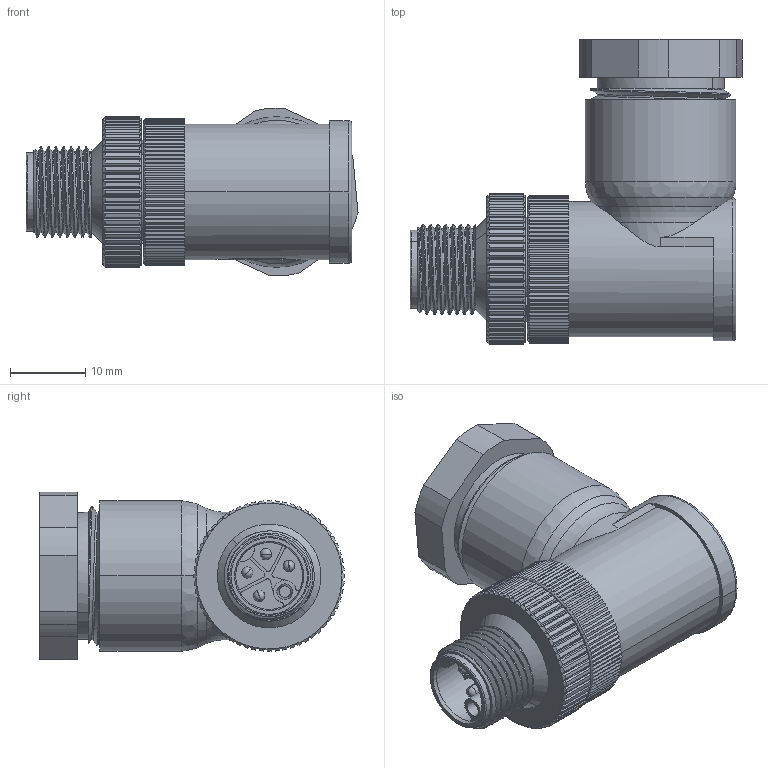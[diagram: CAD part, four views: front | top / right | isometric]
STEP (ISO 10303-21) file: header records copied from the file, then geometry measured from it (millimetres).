
FILE_DESCRIPTION (( 'STEP AP203' ), '1' );
FILE_NAME ('M12 K-code俔芛郪蚾宒鼠-PG11.STEP', '2020-06-02T12:41:50', ( 'edpusr' ), ( 'Microsoft' ), 'SwSTEP 2.0', 'SolidWorks 2015', '' );
FILE_SCHEMA (( 'CONFIG_CONTROL_DESIGN' ));
Length unit declared in the file: millimetre
Products named in the file (1): M12 K-code俔芛郪蚾宒鼠-PG11
Bounding box: 44.1 x 40.5 x 22.29 mm (x, y, z)
Volume: 12578.3 mm3; surface area: 13356.2 mm2
Topology: 2 solids, 8 shells, 1554 faces, 4485 edges, 2964 vertices
Faces by surface type: plane 752, cylinder 459, bspline 205, cone 89, torus 47, sphere 2
Entity records: 65704 total; most frequent: CARTESIAN_POINT 27654, ORIENTED_EDGE 8966, DIRECTION 6627, EDGE_CURVE 4483, VERTEX_POINT 2963, AXIS2_PLACEMENT_3D 2375, VECTOR 1877, LINE 1877
